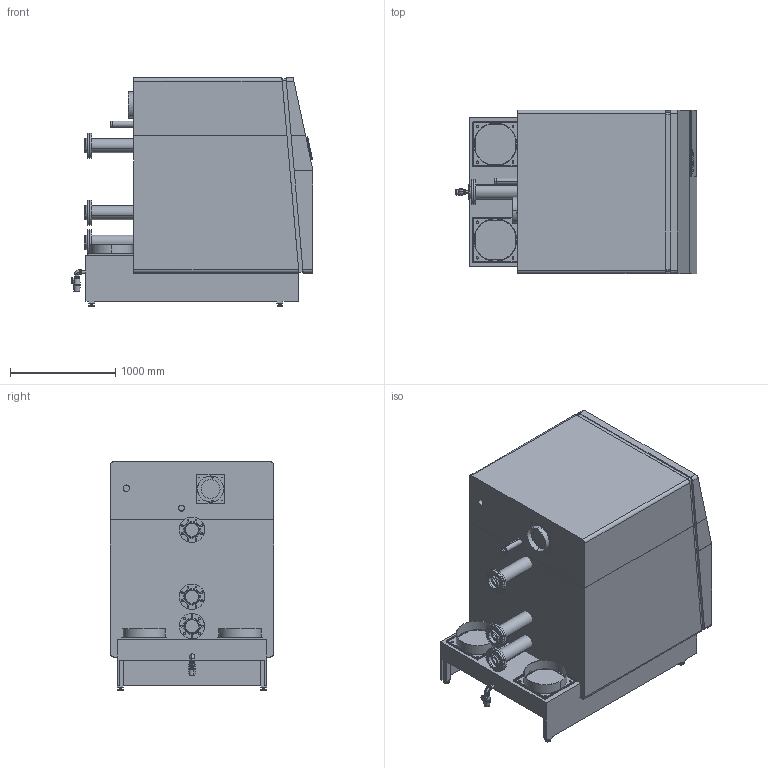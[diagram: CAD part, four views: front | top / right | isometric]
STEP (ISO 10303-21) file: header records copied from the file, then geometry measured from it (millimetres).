
FILE_DESCRIPTION(('CATIA V5 STEP Exchange'),'2;1');
FILE_NAME('4212682_UG_(850,1000).stp','2014-04-03T15:20:50+00:00',('N.N.'),('Hovalwerke AG FL-9490 Vaduz'),'CATIA Version 5 Release 20 SP 7 (IN-10)','CATIA V5 STEP AP203','none');
FILE_SCHEMA(('CONFIG_CONTROL_DESIGN'));
Length unit declared in the file: millimetre
Products named in the file (9): 4212682_UG (850,1000) Planerdaten 3D CSM_10408361_C85_000_00; 6025797; 6025655; 6010014; 6010013; 6011785; 6019384; Product1; 6012533
Assembly tree (42 placements, depth 4):
  4212682_UG (850,1000) Planerdaten 3D CSM_10408361_C85_000_00
    #58
    6025797
      #4313
      #6771
      #9863
      6025655
        #10238
        #13603
        #17741
      #18090  x2
    #19735
    6010014
      #19918
      6010013
        #23918
        #24613
    #24808
    6011785  x3
      #25218
      #25387
    #26119
    #26579  x3
    6019384  x2
      #27539
      #29541
    Product1  x4
      #30250
      #31794
    6012533
      #32394
      #32563
      #33325  x2
Bounding box: 2297.5 x 1550 x 2169 mm (x, y, z)
Volume: 5348897296.8 mm3; surface area: 46932052.9 mm2
Topology: 60 solids, 60 shells, 1637 faces, 3979 edges, 2526 vertices
Faces by surface type: plane 842, cylinder 503, cone 175, torus 66, bspline 43, revolution 8
Full cylindrical faces by diameter (mm): 402 x2, 406 x2
Entity records: 33819 total; most frequent: CARTESIAN_POINT 8247, ORIENTED_EDGE 5542, DIRECTION 4207, EDGE_CURVE 2771, VERTEX_POINT 1750, VECTOR 1722, LINE 1722, AXIS2_PLACEMENT_3D 1625
